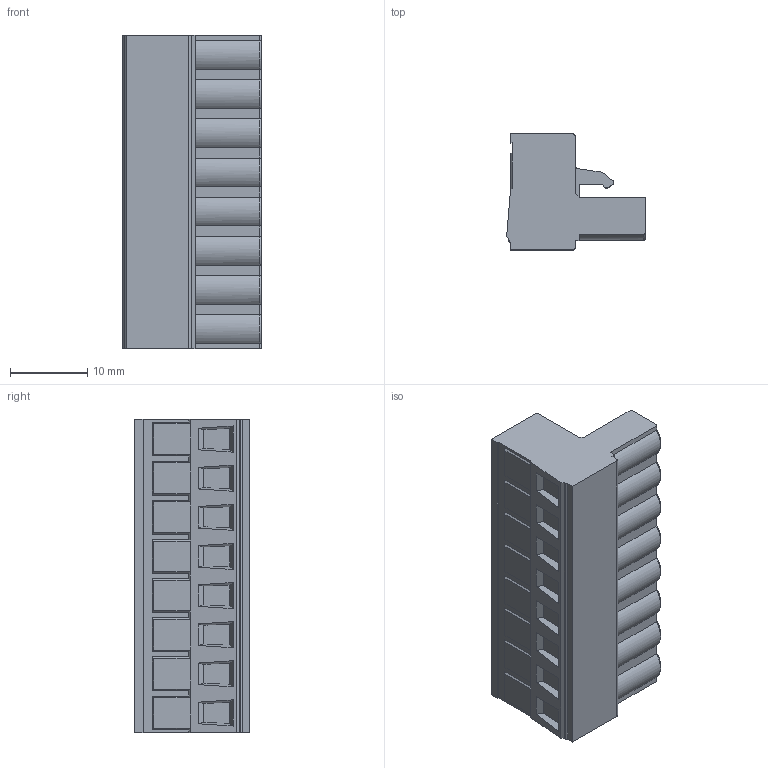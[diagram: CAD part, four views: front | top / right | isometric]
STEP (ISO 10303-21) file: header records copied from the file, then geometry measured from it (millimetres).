
FILE_DESCRIPTION (( 'STEP AP203' ), '1' );
FILE_NAME ('CUI_DEVICES_TBP01P1-508-08BE.step', '2019-10-21T09:39:09', ( '' ), ( '' ), 'SwSTEP 2.0', 'SolidWorks 2019', '' );
FILE_SCHEMA (( 'CONFIG_CONTROL_DESIGN' ));
Length unit declared in the file: millimetre
Products named in the file (1): CUI_DEVICES_TBP01P1-508-08BE
Bounding box: 18 x 15 x 40.64 mm (x, y, z)
Volume: 6685.2 mm3; surface area: 3579.5 mm2
Topology: 1 solids, 1 shells, 341 faces, 878 edges, 564 vertices
Faces by surface type: plane 225, cylinder 92, cone 16, bspline 8
Entity records: 10649 total; most frequent: CARTESIAN_POINT 2168, ORIENTED_EDGE 1756, DIRECTION 1738, EDGE_CURVE 878, VECTOR 622, LINE 622, VERTEX_POINT 564, AXIS2_PLACEMENT_3D 558
